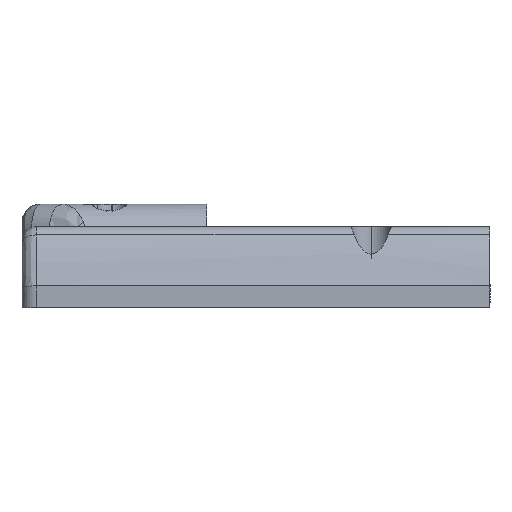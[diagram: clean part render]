
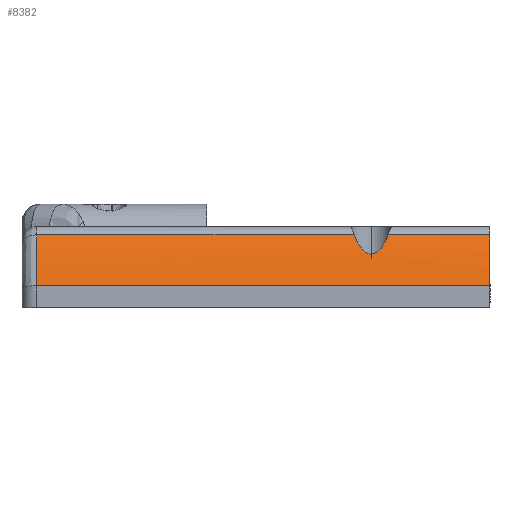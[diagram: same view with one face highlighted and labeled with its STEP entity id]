
A CAD part, left-side view. The second image highlights one B-rep face of the part: STEP entity #8382.
In plain terms, the highlighted cylindrical face has radius 16.84 mm (diameter 33.68 mm), a partial arc.
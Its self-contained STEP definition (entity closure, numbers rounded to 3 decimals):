
#530 = ORIENTED_EDGE ( 'NONE', *, *, #7995, .T. ) ;
#674 = CARTESIAN_POINT ( 'NONE',  ( -15.467, 8.653, 6.661 ) ) ;
#683 = CARTESIAN_POINT ( 'NONE',  ( -15.116, 10.015, 7.424 ) ) ;
#1033 = CARTESIAN_POINT ( 'NONE',  ( -14.807, 10.271, 8.022 ) ) ;
#1076 = VERTEX_POINT ( 'NONE', #1033 ) ;
#1130 = ORIENTED_EDGE ( 'NONE', *, *, #11856, .F. ) ;
#1412 = VERTEX_POINT ( 'NONE', #9379 ) ;
#1424 = EDGE_CURVE ( 'NONE', #1076, #10827, #1554, .T. ) ;
#1526 = EDGE_CURVE ( 'NONE', #1412, #2471, #12787, .T. ) ;
#1554 = B_SPLINE_CURVE_WITH_KNOTS ( 'NONE', 3,
 ( #12022, #9757, #10783, #683, #9688, #12911, #14238, #9610, #5177, #7376, #4007, #8499 ),
 .UNSPECIFIED., .F., .F.,
 ( 4, 2, 2, 2, 2, 4 ),
 ( 0., 0.001, 0.001, 0.002, 0.002, 0.002 ),
 .UNSPECIFIED. ) ;
#2357 = ORIENTED_EDGE ( 'NONE', *, *, #11475, .F. ) ;
#2471 = VERTEX_POINT ( 'NONE', #11564 ) ;
#2778 = EDGE_LOOP ( 'NONE', ( #530, #11542, #2357, #12124, #7098, #1130, #8173 ) ) ;
#3156 = DIRECTION ( 'NONE',  ( 0., -1., 0. ) ) ;
#3749 = CARTESIAN_POINT ( 'NONE',  ( -14.807, 0., 8.022 ) ) ;
#3917 = CARTESIAN_POINT ( 'NONE',  ( -15.116, 7.985, 7.424 ) ) ;
#4007 = CARTESIAN_POINT ( 'NONE',  ( -15.505, 9.09, 6.571 ) ) ;
#4086 = CYLINDRICAL_SURFACE ( 'NONE', #7758, 16.84 ) ;
#4352 = CARTESIAN_POINT ( 'NONE',  ( -15.974, 34.34, 5.506 ) ) ;
#4438 = EDGE_CURVE ( 'NONE', #10827, #10650, #7547, .T. ) ;
#5012 = CARTESIAN_POINT ( 'NONE',  ( -15.375, 8.372, 6.87 ) ) ;
#5177 = CARTESIAN_POINT ( 'NONE',  ( -15.467, 9.346, 6.66 ) ) ;
#5185 = FACE_OUTER_BOUND ( 'NONE', #2778, .T. ) ;
#5255 = DIRECTION ( 'NONE',  ( 0., -1., 0. ) ) ;
#5452 = DIRECTION ( 'NONE',  ( 0., -1., 0. ) ) ;
#5703 = AXIS2_PLACEMENT_3D ( 'NONE', #13175, #3156, #6247 ) ;
#6247 = DIRECTION ( 'NONE',  ( 0., 0., -1. ) ) ;
#6424 = CARTESIAN_POINT ( 'NONE',  ( -15.505, 9., 6.571 ) ) ;
#7098 = ORIENTED_EDGE ( 'NONE', *, *, #1424, .F. ) ;
#7285 = CARTESIAN_POINT ( 'NONE',  ( -14.889, 7.782, 7.869 ) ) ;
#7376 = CARTESIAN_POINT ( 'NONE',  ( -15.496, 9.181, 6.591 ) ) ;
#7390 = CARTESIAN_POINT ( 'NONE',  ( -14.807, 7.729, 8.022 ) ) ;
#7444 = CARTESIAN_POINT ( 'NONE',  ( -15.316, 8.261, 7.002 ) ) ;
#7547 = B_SPLINE_CURVE_WITH_KNOTS ( 'NONE', 3,
 ( #10772, #11793, #10693, #674, #8413, #5012, #7444, #11939, #3917, #11722, #7285, #9678 ),
 .UNSPECIFIED., .F., .F.,
 ( 4, 2, 2, 2, 2, 4 ),
 ( 0.002, 0.002, 0.003, 0.003, 0.004, 0.004 ),
 .UNSPECIFIED. ) ;
#7758 = AXIS2_PLACEMENT_3D ( 'NONE', #8508, #5255, #13944 ) ;
#7875 = CARTESIAN_POINT ( 'NONE',  ( -14.807, 34.34, 8.022 ) ) ;
#7995 = EDGE_CURVE ( 'NONE', #1412, #14464, #9679, .T. ) ;
#8173 = ORIENTED_EDGE ( 'NONE', *, *, #1526, .F. ) ;
#8382 = ADVANCED_FACE ( 'NONE', ( #5185 ), #4086, .T. ) ;
#8413 = CARTESIAN_POINT ( 'NONE',  ( -15.446, 8.578, 6.708 ) ) ;
#8499 = CARTESIAN_POINT ( 'NONE',  ( -15.505, 9., 6.571 ) ) ;
#8508 = CARTESIAN_POINT ( 'NONE',  ( 0., 35.44, 0. ) ) ;
#8563 = CARTESIAN_POINT ( 'NONE',  ( -16.317, 35.44, 4.165 ) ) ;
#8596 = VERTEX_POINT ( 'NONE', #3749 ) ;
#9024 = CIRCLE ( 'NONE', #5703, 16.84 ) ;
#9379 = CARTESIAN_POINT ( 'NONE',  ( -16.317, 34.34, 4.165 ) ) ;
#9610 = CARTESIAN_POINT ( 'NONE',  ( -15.447, 9.422, 6.708 ) ) ;
#9645 = CARTESIAN_POINT ( 'NONE',  ( -16.317, 0., 4.165 ) ) ;
#9678 = CARTESIAN_POINT ( 'NONE',  ( -14.807, 7.729, 8.022 ) ) ;
#9679 = LINE ( 'NONE', #8563, #9823 ) ;
#9688 = CARTESIAN_POINT ( 'NONE',  ( -15.186, 9.934, 7.279 ) ) ;
#9748 = DIRECTION ( 'NONE',  ( 0., -1., 0. ) ) ;
#9757 = CARTESIAN_POINT ( 'NONE',  ( -14.889, 10.218, 7.869 ) ) ;
#9823 = VECTOR ( 'NONE', #9748, 1000. ) ;
#10137 = DIRECTION ( 'NONE',  ( 0., -1., 0. ) ) ;
#10209 = CARTESIAN_POINT ( 'NONE',  ( -14.807, 35.44, 8.022 ) ) ;
#10260 = VECTOR ( 'NONE', #10137, 1000. ) ;
#10650 = VERTEX_POINT ( 'NONE', #7390 ) ;
#10693 = CARTESIAN_POINT ( 'NONE',  ( -15.496, 8.819, 6.591 ) ) ;
#10772 = CARTESIAN_POINT ( 'NONE',  ( -15.505, 9., 6.571 ) ) ;
#10783 = CARTESIAN_POINT ( 'NONE',  ( -14.968, 10.157, 7.719 ) ) ;
#10827 = VERTEX_POINT ( 'NONE', #6424 ) ;
#11058 = CARTESIAN_POINT ( 'NONE',  ( -15.466, 34.34, 6.804 ) ) ;
#11291 = LINE ( 'NONE', #10209, #10260 ) ;
#11475 = EDGE_CURVE ( 'NONE', #10650, #8596, #11291, .T. ) ;
#11542 = ORIENTED_EDGE ( 'NONE', *, *, #13302, .F. ) ;
#11564 = CARTESIAN_POINT ( 'NONE',  ( -14.807, 34.34, 8.022 ) ) ;
#11722 = CARTESIAN_POINT ( 'NONE',  ( -14.968, 7.843, 7.719 ) ) ;
#11793 = CARTESIAN_POINT ( 'NONE',  ( -15.505, 8.91, 6.571 ) ) ;
#11856 = EDGE_CURVE ( 'NONE', #2471, #1076, #11952, .T. ) ;
#11939 = CARTESIAN_POINT ( 'NONE',  ( -15.187, 8.067, 7.278 ) ) ;
#11952 = LINE ( 'NONE', #12094, #13115 ) ;
#12022 = CARTESIAN_POINT ( 'NONE',  ( -14.807, 10.271, 8.022 ) ) ;
#12094 = CARTESIAN_POINT ( 'NONE',  ( -14.807, 35.44, 8.022 ) ) ;
#12124 = ORIENTED_EDGE ( 'NONE', *, *, #4438, .F. ) ;
#12787 = B_SPLINE_CURVE_WITH_KNOTS ( 'NONE', 3,
 ( #14441, #4352, #11058, #7875 ),
 .UNSPECIFIED., .F., .F.,
 ( 4, 4 ),
 ( 0., 1. ),
 .UNSPECIFIED. ) ;
#12911 = CARTESIAN_POINT ( 'NONE',  ( -15.316, 9.739, 7.002 ) ) ;
#13115 = VECTOR ( 'NONE', #5452, 1000. ) ;
#13175 = CARTESIAN_POINT ( 'NONE',  ( 0., 0., 0. ) ) ;
#13302 = EDGE_CURVE ( 'NONE', #8596, #14464, #9024, .T. ) ;
#13944 = DIRECTION ( 'NONE',  ( 0., 0., 1. ) ) ;
#14238 = CARTESIAN_POINT ( 'NONE',  ( -15.376, 9.627, 6.869 ) ) ;
#14441 = CARTESIAN_POINT ( 'NONE',  ( -16.317, 34.34, 4.165 ) ) ;
#14464 = VERTEX_POINT ( 'NONE', #9645 ) ;
